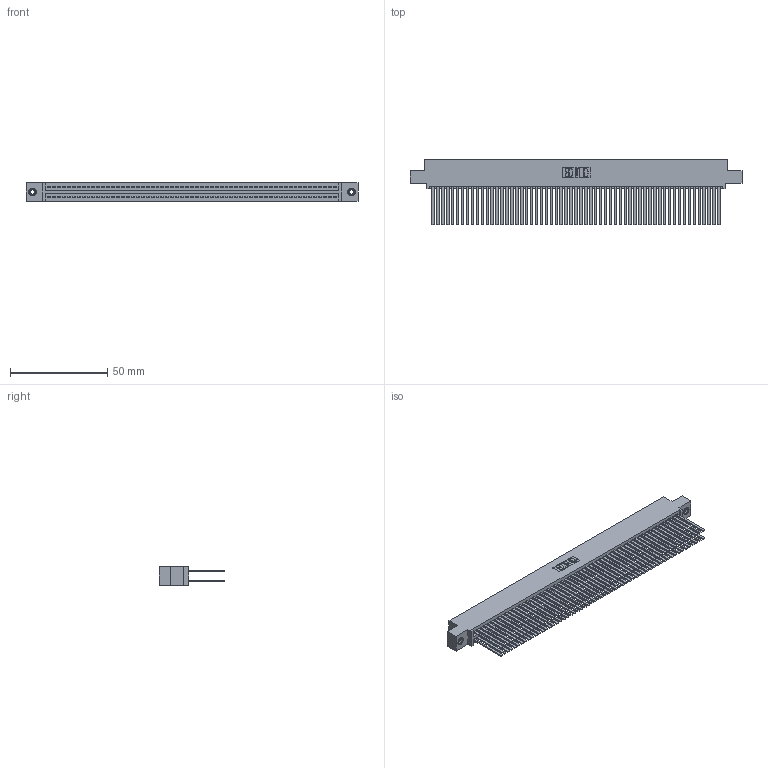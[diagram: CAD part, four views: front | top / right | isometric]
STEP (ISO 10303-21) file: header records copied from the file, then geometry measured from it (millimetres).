
FILE_DESCRIPTION (( 'STEP AP203' ), '1' );
FILE_NAME ('345-118-544-508.STEP', '2019-11-05T20:59:35', ( '' ), ( '' ), 'SwSTEP 2.0', 'SolidWorks 2016', '' );
FILE_SCHEMA (( 'CONFIG_CONTROL_DESIGN' ));
Length unit declared in the file: inch
Products named in the file (4): 345 Part_0.110 Offset - 0.156 Dia-TI; 345-118-544-508; 345-250-001_345-250-003-102; 345-292-001_345-293-144
Assembly tree (121 placements, depth 2):
  345-118-544-508
    345 Part_0.110 Offset - 0.156 Dia-TI
    345-292-001_345-293-144  x118
    345-250-001_345-250-003-102  x2
Bounding box: 171.07 x 33.96 x 9.4 mm (x, y, z)
Volume: 18349.9 mm3; surface area: 32407.9 mm2
Topology: 121 solids, 121 shells, 5382 faces, 15947 edges, 10466 vertices
Faces by surface type: plane 3538, cylinder 1828, cone 12, torus 4
Entity records: 45138 total; most frequent: CARTESIAN_POINT 7531, ORIENTED_EDGE 7458, DIRECTION 6643, EDGE_CURVE 3729, VECTOR 3345, LINE 3345, VERTEX_POINT 2480, AXIS2_PLACEMENT_3D 1649
